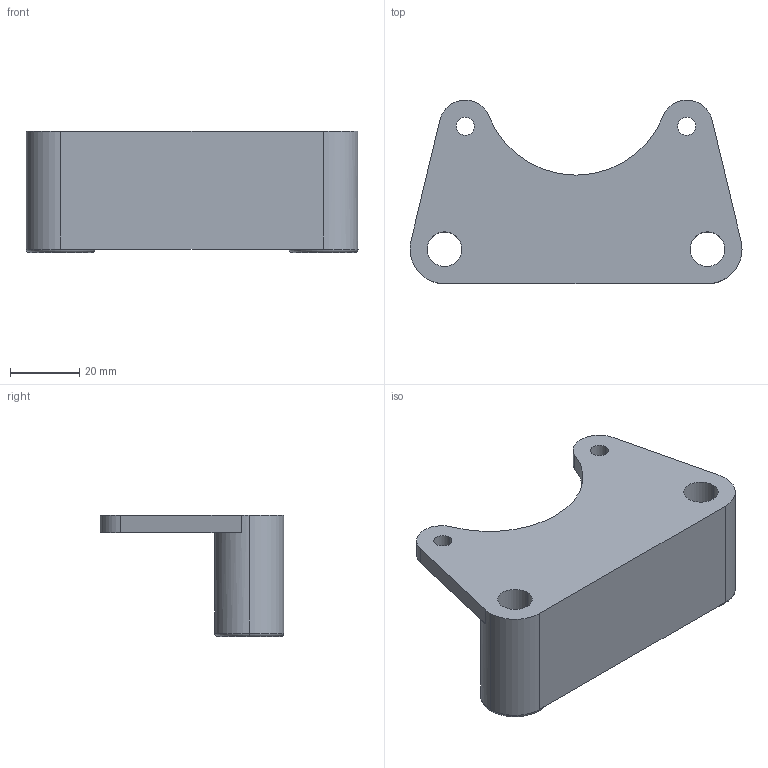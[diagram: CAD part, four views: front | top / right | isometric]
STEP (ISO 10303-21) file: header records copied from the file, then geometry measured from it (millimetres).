
FILE_DESCRIPTION (( 'STEP AP214' ), '1' );
FILE_NAME ('Plate_M10_Bottom AP214.STEP', '2024-04-24T12:36:23', ( '' ), ( '' ), 'SwSTEP 2.0', 'SolidWorks 2024', '' );
FILE_SCHEMA (( 'AUTOMOTIVE_DESIGN' ));
Length unit declared in the file: millimetre
Products named in the file (1): Plate_M10_Bottom AP214
Bounding box: 96 x 53.1 x 35 mm (x, y, z)
Volume: 40041.3 mm3; surface area: 17722 mm2
Topology: 1 solids, 1 shells, 31 faces, 80 edges, 51 vertices
Faces by surface type: cylinder 18, plane 9, torus 4
Entity records: 1006 total; most frequent: DIRECTION 193, CARTESIAN_POINT 163, ORIENTED_EDGE 160, AXIS2_PLACEMENT_3D 81, EDGE_CURVE 80, VERTEX_POINT 51, CIRCLE 49, EDGE_LOOP 39
